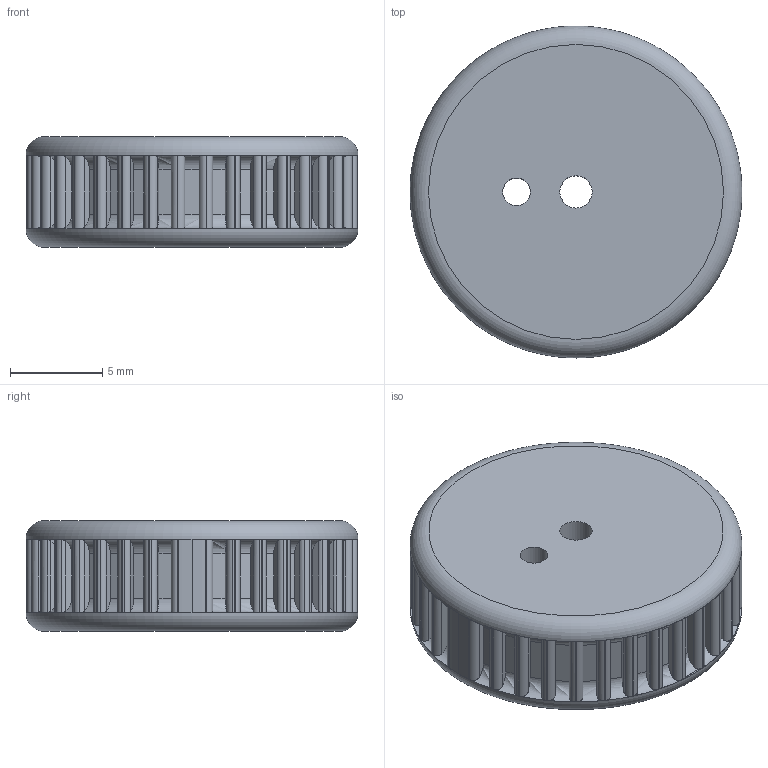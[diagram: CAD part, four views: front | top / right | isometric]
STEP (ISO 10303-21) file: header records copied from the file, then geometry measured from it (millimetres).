
FILE_DESCRIPTION(('HOOPS Exchange Step'),'2;1');
FILE_NAME('temp_export','2023-12-15T20:42:07+19:00',('jscotto'),('Shapr3D Limited'),'HOOPS Exchange 2023.2','Shapr3D','Authorized');
FILE_SCHEMA( ('AUTOMOTIVE_DESIGN { 1 0 10303 214 1 1 1 1 }') );
Length unit declared in the file: millimetre
Products named in the file (1): root
Bounding box: 18 x 18 x 6 mm (x, y, z)
Volume: 1386.1 mm3; surface area: 1062.1 mm2
Topology: 1 solids, 1 shells, 335 faces, 918 edges, 585 vertices
Faces by surface type: cylinder 222, plane 110, torus 2, cone 1
Full cylindrical faces by diameter (mm): 1.5 x1, 1.75 x1
Entity records: 12847 total; most frequent: CARTESIAN_POINT 4863, ORIENTED_EDGE 1836, DIRECTION 1457, EDGE_CURVE 918, VERTEX_POINT 585, AXIS2_PLACEMENT_3D 563, B_SPLINE_CURVE_WITH_KNOTS 360, EDGE_LOOP 339
